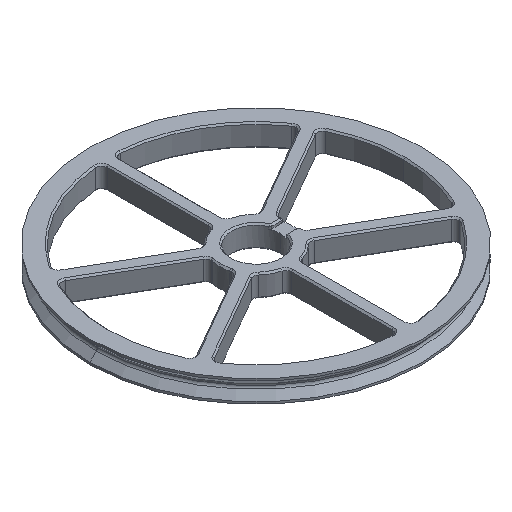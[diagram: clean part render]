
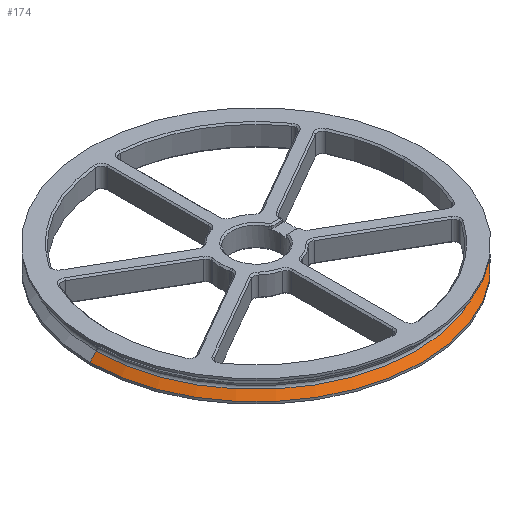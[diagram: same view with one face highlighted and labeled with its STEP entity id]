
A CAD part, isometric view. The second image highlights one B-rep face of the part: STEP entity #174.
In plain terms, the highlighted conical face has half-angle 45 degrees and reference radius 43.293 mm.
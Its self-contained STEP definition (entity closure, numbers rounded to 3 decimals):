
#174 = ADVANCED_FACE ( 'NONE', ( #4353 ), #4527, .T. ) ;
#304 = CIRCLE ( 'NONE', #1399, 43.293 ) ;
#486 = EDGE_CURVE ( 'NONE', #4869, #736, #3685, .T. ) ;
#736 = VERTEX_POINT ( 'NONE', #2834 ) ;
#752 = CARTESIAN_POINT ( 'NONE',  ( 0., 0., -0.707 ) ) ;
#782 = DIRECTION ( 'NONE',  ( -0.707, 0., -0.707 ) ) ;
#1229 = LINE ( 'NONE', #5091, #3746 ) ;
#1295 = EDGE_CURVE ( 'NONE', #1646, #3454, #1229, .T. ) ;
#1392 = DIRECTION ( 'NONE',  ( 0., 0., 1. ) ) ;
#1399 = AXIS2_PLACEMENT_3D ( 'NONE', #752, #4656, #2383 ) ;
#1646 = VERTEX_POINT ( 'NONE', #2689 ) ;
#1681 = EDGE_CURVE ( 'NONE', #3454, #736, #2490, .T. ) ;
#1702 = CARTESIAN_POINT ( 'NONE',  ( 0., 0., -0.707 ) ) ;
#1795 = ORIENTED_EDGE ( 'NONE', *, *, #1681, .T. ) ;
#1870 = DIRECTION ( 'NONE',  ( 0.707, 0., -0.707 ) ) ;
#1906 = ORIENTED_EDGE ( 'NONE', *, *, #2292, .F. ) ;
#1916 = DIRECTION ( 'NONE',  ( 1., 0., 0. ) ) ;
#2292 = EDGE_CURVE ( 'NONE', #1646, #4869, #304, .T. ) ;
#2383 = DIRECTION ( 'NONE',  ( 1., 0., 0. ) ) ;
#2490 = CIRCLE ( 'NONE', #4117, 45. ) ;
#2689 = CARTESIAN_POINT ( 'NONE',  ( -43.293, 0., -0.707 ) ) ;
#2742 = VECTOR ( 'NONE', #1870, 1000. ) ;
#2834 = CARTESIAN_POINT ( 'NONE',  ( 45., 0., -2.414 ) ) ;
#3170 = EDGE_LOOP ( 'NONE', ( #4426, #1906, #5244, #1795 ) ) ;
#3264 = CARTESIAN_POINT ( 'NONE',  ( 43.293, 0., -0.707 ) ) ;
#3454 = VERTEX_POINT ( 'NONE', #3824 ) ;
#3526 = DIRECTION ( 'NONE',  ( -1., 0., 0. ) ) ;
#3567 = CARTESIAN_POINT ( 'NONE',  ( 0., 0., -2.414 ) ) ;
#3685 = LINE ( 'NONE', #3264, #2742 ) ;
#3746 = VECTOR ( 'NONE', #782, 1000. ) ;
#3824 = CARTESIAN_POINT ( 'NONE',  ( -45., 0., -2.414 ) ) ;
#4117 = AXIS2_PLACEMENT_3D ( 'NONE', #3567, #1392, #1916 ) ;
#4353 = FACE_OUTER_BOUND ( 'NONE', #3170, .T. ) ;
#4426 = ORIENTED_EDGE ( 'NONE', *, *, #486, .F. ) ;
#4527 = CONICAL_SURFACE ( 'NONE', #5267, 43.293, 0.785 ) ;
#4530 = CARTESIAN_POINT ( 'NONE',  ( 43.293, 0., -0.707 ) ) ;
#4656 = DIRECTION ( 'NONE',  ( 0., 0., 1. ) ) ;
#4777 = DIRECTION ( 'NONE',  ( 0., 0., -1. ) ) ;
#4869 = VERTEX_POINT ( 'NONE', #4530 ) ;
#5091 = CARTESIAN_POINT ( 'NONE',  ( -43.293, 0., -0.707 ) ) ;
#5244 = ORIENTED_EDGE ( 'NONE', *, *, #1295, .T. ) ;
#5267 = AXIS2_PLACEMENT_3D ( 'NONE', #1702, #4777, #3526 ) ;
